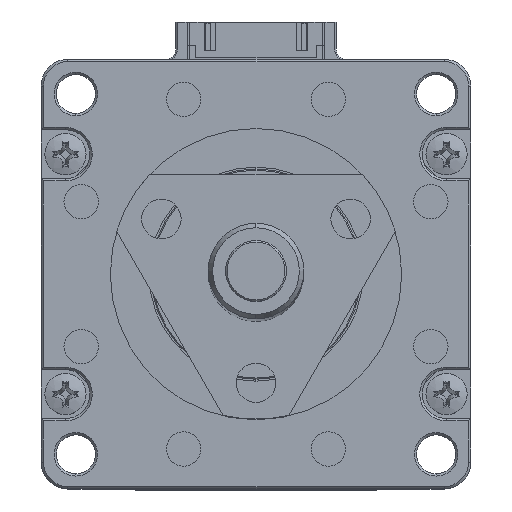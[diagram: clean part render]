
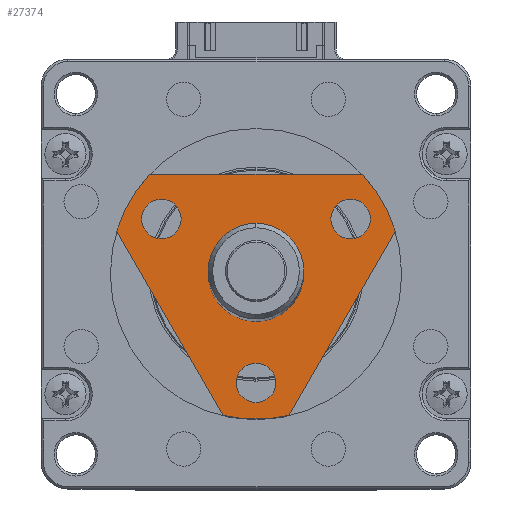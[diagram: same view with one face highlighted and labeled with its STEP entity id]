
A CAD part, top view. The second image highlights one B-rep face of the part: STEP entity #27374.
In plain terms, the highlighted planar face has unit normal (0, 0, 1).
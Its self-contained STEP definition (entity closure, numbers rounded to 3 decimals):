
#466 = VERTEX_POINT ( 'NONE', #15247 ) ;
#753 = ORIENTED_EDGE ( 'NONE', *, *, #35126, .F. ) ;
#756 = CARTESIAN_POINT ( 'NONE',  ( 4.296, -18.559, 40.4 ) ) ;
#1334 = EDGE_CURVE ( 'NONE', #29339, #34242, #8855, .T. ) ;
#1346 = CARTESIAN_POINT ( 'NONE',  ( 12.376, 7.145, 40.4 ) ) ;
#1557 = AXIS2_PLACEMENT_3D ( 'NONE', #37313, #16016, #19763 ) ;
#1764 = AXIS2_PLACEMENT_3D ( 'NONE', #35125, #28455, #10738 ) ;
#1789 = ORIENTED_EDGE ( 'NONE', *, *, #9372, .F. ) ;
#2290 = VERTEX_POINT ( 'NONE', #30474 ) ;
#2929 = CARTESIAN_POINT ( 'NONE',  ( 13.925, 13., 40.4 ) ) ;
#3580 = EDGE_CURVE ( 'NONE', #34242, #29339, #42534, .T. ) ;
#3600 = ORIENTED_EDGE ( 'NONE', *, *, #7677, .F. ) ;
#4199 = ORIENTED_EDGE ( 'NONE', *, *, #12999, .F. ) ;
#4388 = CIRCLE ( 'NONE', #31169, 19.05 ) ;
#4479 = ORIENTED_EDGE ( 'NONE', *, *, #3580, .F. ) ;
#4718 = DIRECTION ( 'NONE',  ( -0.5, -0.866, 0. ) ) ;
#4865 = DIRECTION ( 'NONE',  ( -1., 0., 0. ) ) ;
#5244 = CIRCLE ( 'NONE', #15593, 2.58 ) ;
#5745 = ORIENTED_EDGE ( 'NONE', *, *, #19684, .F. ) ;
#5875 = CARTESIAN_POINT ( 'NONE',  ( 0., 13., 40.4 ) ) ;
#6870 = AXIS2_PLACEMENT_3D ( 'NONE', #26809, #15153, #41007 ) ;
#7152 = AXIS2_PLACEMENT_3D ( 'NONE', #25707, #11996, #4865 ) ;
#7241 = FACE_OUTER_BOUND ( 'NONE', #21729, .T. ) ;
#7677 = EDGE_CURVE ( 'NONE', #466, #2290, #31684, .T. ) ;
#8199 = CARTESIAN_POINT ( 'NONE',  ( 9.796, 7.145, 40.4 ) ) ;
#8239 = AXIS2_PLACEMENT_3D ( 'NONE', #21904, #43207, #22216 ) ;
#8767 = VERTEX_POINT ( 'NONE', #756 ) ;
#8855 = CIRCLE ( 'NONE', #32905, 2.58 ) ;
#9086 = CARTESIAN_POINT ( 'NONE',  ( 0., 0., 40.4 ) ) ;
#9228 = DIRECTION ( 'NONE',  ( 0., 0., 1. ) ) ;
#9372 = EDGE_CURVE ( 'NONE', #31850, #19260, #4388, .T. ) ;
#9478 = FACE_BOUND ( 'NONE', #43403, .T. ) ;
#9487 = CARTESIAN_POINT ( 'NONE',  ( 6.25, 0., 40.4 ) ) ;
#9678 = AXIS2_PLACEMENT_3D ( 'NONE', #30728, #41396, #16478 ) ;
#9987 = FACE_BOUND ( 'NONE', #43330, .T. ) ;
#10738 = DIRECTION ( 'NONE',  ( 1., 0., 0. ) ) ;
#10837 = ORIENTED_EDGE ( 'NONE', *, *, #16276, .F. ) ;
#10912 = DIRECTION ( 'NONE',  ( -1., 0., 0. ) ) ;
#11291 = EDGE_CURVE ( 'NONE', #2290, #31850, #25393, .T. ) ;
#11996 = DIRECTION ( 'NONE',  ( 0., 0., 1. ) ) ;
#12119 = CARTESIAN_POINT ( 'NONE',  ( -6.25, 0., 40.4 ) ) ;
#12386 = EDGE_CURVE ( 'NONE', #33025, #33722, #23860, .T. ) ;
#12647 = DIRECTION ( 'NONE',  ( 0., 0., -1. ) ) ;
#12999 = EDGE_CURVE ( 'NONE', #34362, #13932, #22715, .T. ) ;
#13605 = DIRECTION ( 'NONE',  ( 1., 0., 0. ) ) ;
#13671 = ORIENTED_EDGE ( 'NONE', *, *, #35843, .F. ) ;
#13932 = VERTEX_POINT ( 'NONE', #27050 ) ;
#14454 = LINE ( 'NONE', #35305, #21719 ) ;
#15153 = DIRECTION ( 'NONE',  ( 0., 0., 1. ) ) ;
#15247 = CARTESIAN_POINT ( 'NONE',  ( -18.221, 5.559, 40.4 ) ) ;
#15491 = EDGE_LOOP ( 'NONE', ( #36609, #4479 ) ) ;
#15593 = AXIS2_PLACEMENT_3D ( 'NONE', #1346, #26224, #32895 ) ;
#15945 = VECTOR ( 'NONE', #13605, 1000. ) ;
#16016 = DIRECTION ( 'NONE',  ( 0., 0., 1. ) ) ;
#16276 = EDGE_CURVE ( 'NONE', #13932, #34362, #5244, .T. ) ;
#16478 = DIRECTION ( 'NONE',  ( 1., 0., 0. ) ) ;
#17245 = CARTESIAN_POINT ( 'NONE',  ( -2.58, -14.29, 40.4 ) ) ;
#17381 = VECTOR ( 'NONE', #4718, 1000. ) ;
#17403 = ORIENTED_EDGE ( 'NONE', *, *, #11291, .F. ) ;
#18533 = CARTESIAN_POINT ( 'NONE',  ( 0., -14.29, 40.4 ) ) ;
#18567 = DIRECTION ( 'NONE',  ( 0., 0., 1. ) ) ;
#18833 = DIRECTION ( 'NONE',  ( 0., 0., 1. ) ) ;
#19136 = DIRECTION ( 'NONE',  ( -1., 0., 0. ) ) ;
#19260 = VERTEX_POINT ( 'NONE', #26564 ) ;
#19684 = EDGE_CURVE ( 'NONE', #8767, #37187, #25597, .T. ) ;
#19763 = DIRECTION ( 'NONE',  ( 1., 0., 0. ) ) ;
#20121 = CIRCLE ( 'NONE', #1557, 6.25 ) ;
#20481 = ORIENTED_EDGE ( 'NONE', *, *, #33135, .F. ) ;
#20601 = PLANE ( 'NONE',  #37651 ) ;
#20899 = CARTESIAN_POINT ( 'NONE',  ( 0., 0., 40.4 ) ) ;
#21719 = VECTOR ( 'NONE', #38761, 1000. ) ;
#21729 = EDGE_LOOP ( 'NONE', ( #1789, #17403, #3600, #25390, #5745, #753 ) ) ;
#21904 = CARTESIAN_POINT ( 'NONE',  ( 0., 0., 40.4 ) ) ;
#22155 = CARTESIAN_POINT ( 'NONE',  ( -12.376, 7.145, 40.4 ) ) ;
#22216 = DIRECTION ( 'NONE',  ( 1., 0., 0. ) ) ;
#22621 = AXIS2_PLACEMENT_3D ( 'NONE', #40987, #9228, #45148 ) ;
#22715 = CIRCLE ( 'NONE', #6870, 2.58 ) ;
#23611 = EDGE_LOOP ( 'NONE', ( #13671, #20481 ) ) ;
#23860 = CIRCLE ( 'NONE', #7152, 2.58 ) ;
#24166 = DIRECTION ( 'NONE',  ( -1., 0., 0. ) ) ;
#25390 = ORIENTED_EDGE ( 'NONE', *, *, #39920, .F. ) ;
#25393 = LINE ( 'NONE', #5875, #15945 ) ;
#25597 = CIRCLE ( 'NONE', #8239, 19.05 ) ;
#25707 = CARTESIAN_POINT ( 'NONE',  ( -12.376, 7.145, 40.4 ) ) ;
#26224 = DIRECTION ( 'NONE',  ( 0., 0., 1. ) ) ;
#26564 = CARTESIAN_POINT ( 'NONE',  ( 18.221, 5.559, 40.4 ) ) ;
#26809 = CARTESIAN_POINT ( 'NONE',  ( 12.376, 7.145, 40.4 ) ) ;
#26961 = ORIENTED_EDGE ( 'NONE', *, *, #40042, .F. ) ;
#27050 = CARTESIAN_POINT ( 'NONE',  ( 14.956, 7.145, 40.4 ) ) ;
#27350 = LINE ( 'NONE', #37361, #17381 ) ;
#27374 = ADVANCED_FACE ( 'NONE', ( #38953, #9987, #9478, #30015, #7241 ), #20601, .F. ) ;
#27542 = CARTESIAN_POINT ( 'NONE',  ( -14.956, 7.145, 40.4 ) ) ;
#28455 = DIRECTION ( 'NONE',  ( 0., 0., 1. ) ) ;
#29339 = VERTEX_POINT ( 'NONE', #17245 ) ;
#29706 = CIRCLE ( 'NONE', #1764, 6.25 ) ;
#30015 = FACE_BOUND ( 'NONE', #15491, .T. ) ;
#30474 = CARTESIAN_POINT ( 'NONE',  ( -13.925, 13., 40.4 ) ) ;
#30728 = CARTESIAN_POINT ( 'NONE',  ( 0., 0., 40.4 ) ) ;
#31169 = AXIS2_PLACEMENT_3D ( 'NONE', #9086, #12647, #44405 ) ;
#31507 = VERTEX_POINT ( 'NONE', #12119 ) ;
#31684 = CIRCLE ( 'NONE', #9678, 19.05 ) ;
#31850 = VERTEX_POINT ( 'NONE', #2929 ) ;
#32895 = DIRECTION ( 'NONE',  ( -1., 0., 0. ) ) ;
#32905 = AXIS2_PLACEMENT_3D ( 'NONE', #18533, #18833, #19136 ) ;
#33025 = VERTEX_POINT ( 'NONE', #27542 ) ;
#33135 = EDGE_CURVE ( 'NONE', #31507, #44720, #29706, .T. ) ;
#33722 = VERTEX_POINT ( 'NONE', #38094 ) ;
#34242 = VERTEX_POINT ( 'NONE', #36002 ) ;
#34362 = VERTEX_POINT ( 'NONE', #8199 ) ;
#35126 = EDGE_CURVE ( 'NONE', #19260, #8767, #27350, .T. ) ;
#35125 = CARTESIAN_POINT ( 'NONE',  ( 0., 0., 40.4 ) ) ;
#35305 = CARTESIAN_POINT ( 'NONE',  ( -4.296, -18.559, 40.4 ) ) ;
#35843 = EDGE_CURVE ( 'NONE', #44720, #31507, #20121, .T. ) ;
#36002 = CARTESIAN_POINT ( 'NONE',  ( 2.58, -14.29, 40.4 ) ) ;
#36609 = ORIENTED_EDGE ( 'NONE', *, *, #1334, .F. ) ;
#37187 = VERTEX_POINT ( 'NONE', #40667 ) ;
#37313 = CARTESIAN_POINT ( 'NONE',  ( 0., 0., 40.4 ) ) ;
#37361 = CARTESIAN_POINT ( 'NONE',  ( 18.221, 5.559, 40.4 ) ) ;
#37651 = AXIS2_PLACEMENT_3D ( 'NONE', #20899, #45748, #24166 ) ;
#37854 = CIRCLE ( 'NONE', #38304, 2.58 ) ;
#38094 = CARTESIAN_POINT ( 'NONE',  ( -9.796, 7.145, 40.4 ) ) ;
#38304 = AXIS2_PLACEMENT_3D ( 'NONE', #22155, #18567, #10912 ) ;
#38761 = DIRECTION ( 'NONE',  ( -0.5, 0.866, 0. ) ) ;
#38953 = FACE_BOUND ( 'NONE', #23611, .T. ) ;
#39920 = EDGE_CURVE ( 'NONE', #37187, #466, #14454, .T. ) ;
#40042 = EDGE_CURVE ( 'NONE', #33722, #33025, #37854, .T. ) ;
#40667 = CARTESIAN_POINT ( 'NONE',  ( -4.296, -18.559, 40.4 ) ) ;
#40987 = CARTESIAN_POINT ( 'NONE',  ( 0., -14.29, 40.4 ) ) ;
#41007 = DIRECTION ( 'NONE',  ( -1., 0., 0. ) ) ;
#41396 = DIRECTION ( 'NONE',  ( 0., 0., -1. ) ) ;
#42534 = CIRCLE ( 'NONE', #22621, 2.58 ) ;
#43207 = DIRECTION ( 'NONE',  ( 0., 0., -1. ) ) ;
#43330 = EDGE_LOOP ( 'NONE', ( #45566, #26961 ) ) ;
#43403 = EDGE_LOOP ( 'NONE', ( #4199, #10837 ) ) ;
#44405 = DIRECTION ( 'NONE',  ( 1., 0., 0. ) ) ;
#44720 = VERTEX_POINT ( 'NONE', #9487 ) ;
#45148 = DIRECTION ( 'NONE',  ( -1., 0., 0. ) ) ;
#45566 = ORIENTED_EDGE ( 'NONE', *, *, #12386, .F. ) ;
#45748 = DIRECTION ( 'NONE',  ( 0., 0., -1. ) ) ;
